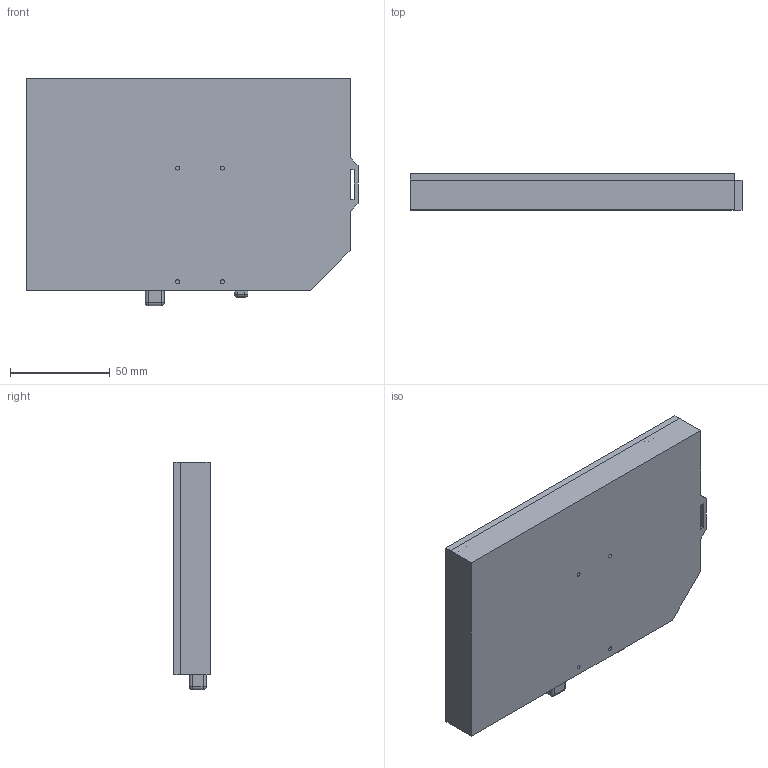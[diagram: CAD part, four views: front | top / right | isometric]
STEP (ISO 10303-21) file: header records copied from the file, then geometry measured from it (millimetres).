
FILE_DESCRIPTION (( 'STEP AP214' ), '1' );
FILE_NAME ('Conbadge.STEP', '2023-05-15T00:59:49', ( '' ), ( '' ), 'SwSTEP 2.0', 'SolidWorks 2022', '' );
FILE_SCHEMA (( 'AUTOMOTIVE_DESIGN' ));
Length unit declared in the file: millimetre
Products named in the file (11): ESP32; SSP_Button2; Screen; PWR_Button2; Spacer; Conbadge; LiPo_battery; SSP_Button; Power_button; Base; Acrylic
Assembly tree (13 placements, depth 2):
  Conbadge
    Screen
    Spacer  x4
    Acrylic
    ESP32
    LiPo_battery
    Power_button
    SSP_Button
    Base
    SSP_Button2
    PWR_Button2
Bounding box: 166.5 x 18.18 x 114 mm (x, y, z)
Volume: 157802.4 mm3; surface area: 125205.7 mm2
Topology: 13 solids, 13 shells, 329 faces, 849 edges, 552 vertices
Faces by surface type: plane 251, cylinder 70, sphere 8
Entity records: 9795 total; most frequent: CARTESIAN_POINT 1624, ORIENTED_EDGE 1574, DIRECTION 1557, EDGE_CURVE 787, VECTOR 659, LINE 659, VERTEX_POINT 516, AXIS2_PLACEMENT_3D 449
